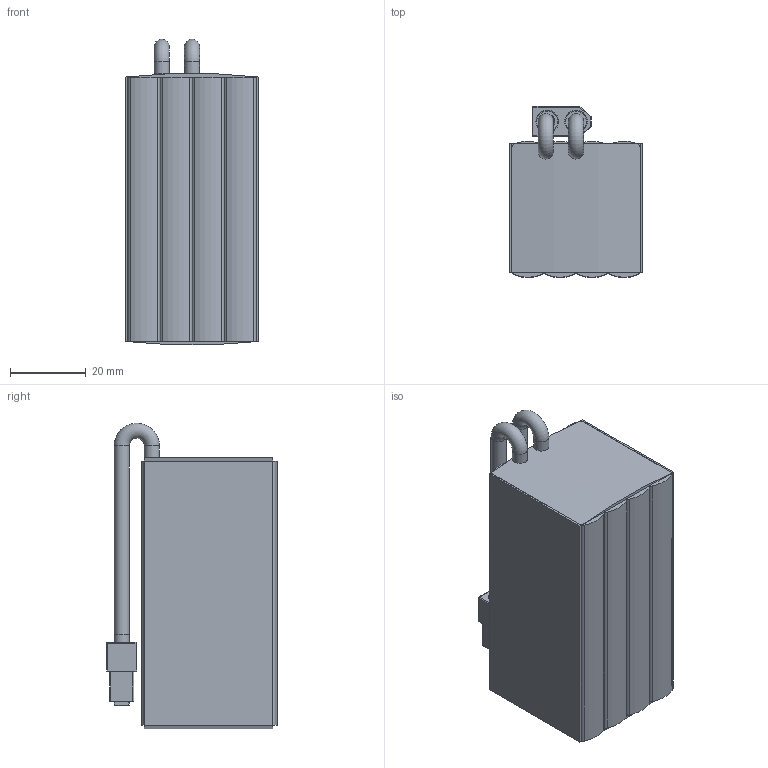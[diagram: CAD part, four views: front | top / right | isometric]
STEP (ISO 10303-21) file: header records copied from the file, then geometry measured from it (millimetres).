
FILE_DESCRIPTION(/* description */ ('STEP AP214'),/* implementation_level */ '2;1');
FILE_NAME(/* name */ 'battery-4s-1550mah-95c.step',/* time_stamp */ '2025-12-07T21:45:17-05:00',/* author */ (''),/* organization */ (''),/* preprocessor_version */ 'ST-DEVELOPER v20.1',/* originating_system */ 'Autodesk Translation Framework v14.21.0.0',/* authorisation */ '');
FILE_SCHEMA (('AUTOMOTIVE_DESIGN { 1 0 10303 214 3 1 1 }'));
Length unit declared in the file: millimetre
Products named in the file (9): battery-4s-1550mah-95c; Component2; Component3; Component4; Component5; Component6; Component7; Component8; Component1
Assembly tree (8 placements, depth 2):
  battery-4s-1550mah-95c
    Component2
    Component3
    Component4
    Component5
    Component6
    Component7
    Component8
    Component1
Bounding box: 35 x 45.25 x 80.89 mm (x, y, z)
Volume: 90698.3 mm3; surface area: 44089.9 mm2
Topology: 8 solids, 8 shells, 1215 faces, 3321 edges, 2181 vertices
Faces by surface type: plane 652, bspline 428, cylinder 95, sphere 24, torus 14, cone 2
Full cylindrical faces by diameter (mm): 3.5 x4, 4 x8, 6 x2
Entity records: 53291 total; most frequent: CARTESIAN_POINT 25218, ORIENTED_EDGE 6590, DIRECTION 4239, EDGE_CURVE 3295, VERTEX_POINT 2181, LINE 2135, VECTOR 2135, EDGE_LOOP 1302
